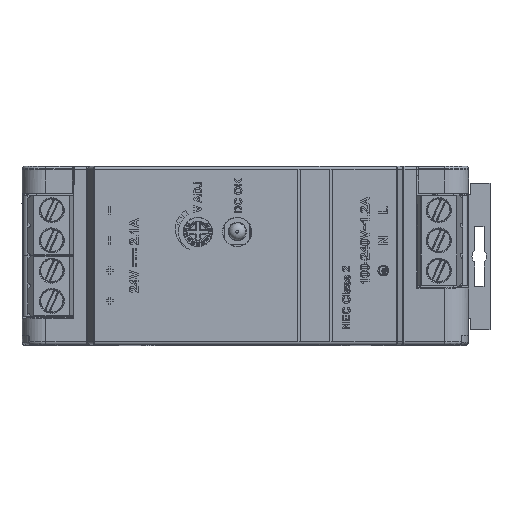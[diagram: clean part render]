
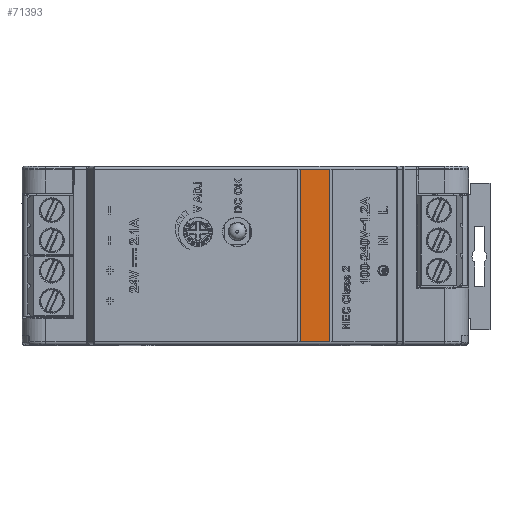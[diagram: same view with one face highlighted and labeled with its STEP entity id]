
A CAD part, top view. The second image highlights one B-rep face of the part: STEP entity #71393.
In plain terms, the highlighted planar face has unit normal (0, 0, 1).
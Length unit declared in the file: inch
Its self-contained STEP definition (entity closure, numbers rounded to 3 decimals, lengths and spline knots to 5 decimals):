
#2128 = DIRECTION ( 'NONE',  ( -1., 0., 0. ) ) ;
#2982 = VECTOR ( 'NONE', #39699, 39.37008 ) ;
#6015 = CARTESIAN_POINT ( 'NONE',  ( 0.55906, -0.52756, 1.76181 ) ) ;
#7440 = CARTESIAN_POINT ( 'NONE',  ( 0.36614, -0.57087, 1.76181 ) ) ;
#39699 = DIRECTION ( 'NONE',  ( 0., 1., 0. ) ) ;
#46622 = DIRECTION ( 'NONE',  ( 1., 0., 0. ) ) ;
#49563 = EDGE_CURVE ( 'NONE', #178115, #222243, #157535, .T. ) ;
#51493 = CARTESIAN_POINT ( 'NONE',  ( 0.36614, -0.52756, 1.76181 ) ) ;
#60008 = EDGE_CURVE ( 'NONE', #154718, #222243, #63912, .T. ) ;
#63912 = LINE ( 'NONE', #51493, #118553 ) ;
#64916 = ORIENTED_EDGE ( 'NONE', *, *, #223241, .F. ) ;
#71393 = ADVANCED_FACE ( 'NONE', ( #130325 ), #83954, .T. ) ;
#77208 = VECTOR ( 'NONE', #46622, 39.37008 ) ;
#82360 = DIRECTION ( 'NONE',  ( 0., 1., 0. ) ) ;
#83954 = PLANE ( 'NONE',  #218709 ) ;
#94522 = ORIENTED_EDGE ( 'NONE', *, *, #49563, .F. ) ;
#102379 = CARTESIAN_POINT ( 'NONE',  ( 1.47638, -0.52756, 1.76181 ) ) ;
#106111 = DIRECTION ( 'NONE',  ( 0., -1., 0. ) ) ;
#117262 = VECTOR ( 'NONE', #2128, 39.37008 ) ;
#118553 = VECTOR ( 'NONE', #106111, 39.37008 ) ;
#126016 = LINE ( 'NONE', #190991, #77208 ) ;
#129519 = CARTESIAN_POINT ( 'NONE',  ( 0.55906, -0.57087, 1.76181 ) ) ;
#130325 = FACE_OUTER_BOUND ( 'NONE', #216348, .T. ) ;
#132043 = LINE ( 'NONE', #6015, #2982 ) ;
#154718 = VERTEX_POINT ( 'NONE', #202916 ) ;
#156103 = DIRECTION ( 'NONE',  ( 0., 0., 1. ) ) ;
#157535 = LINE ( 'NONE', #222548, #117262 ) ;
#171607 = EDGE_CURVE ( 'NONE', #178115, #173937, #132043, .T. ) ;
#173937 = VERTEX_POINT ( 'NONE', #199635 ) ;
#178115 = VERTEX_POINT ( 'NONE', #129519 ) ;
#190991 = CARTESIAN_POINT ( 'NONE',  ( -5.34572, 0.57087, 1.76181 ) ) ;
#194663 = ORIENTED_EDGE ( 'NONE', *, *, #60008, .T. ) ;
#199635 = CARTESIAN_POINT ( 'NONE',  ( 0.55906, 0.57087, 1.76181 ) ) ;
#202916 = CARTESIAN_POINT ( 'NONE',  ( 0.36614, 0.57087, 1.76181 ) ) ;
#206020 = ORIENTED_EDGE ( 'NONE', *, *, #171607, .T. ) ;
#216348 = EDGE_LOOP ( 'NONE', ( #194663, #94522, #206020, #64916 ) ) ;
#218709 = AXIS2_PLACEMENT_3D ( 'NONE', #102379, #156103, #82360 ) ;
#222243 = VERTEX_POINT ( 'NONE', #7440 ) ;
#222548 = CARTESIAN_POINT ( 'NONE',  ( 5.34572, -0.57087, 1.76181 ) ) ;
#223241 = EDGE_CURVE ( 'NONE', #154718, #173937, #126016, .T. ) ;
